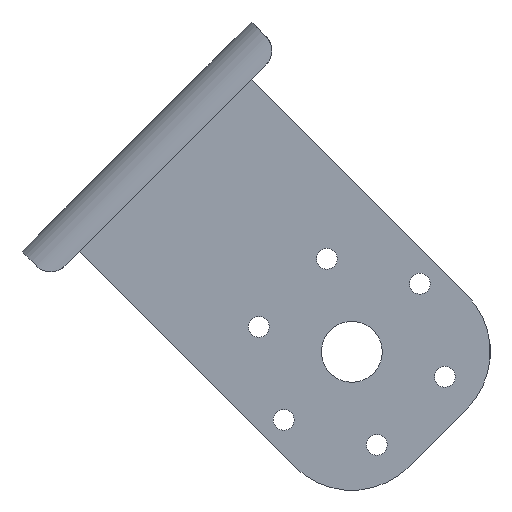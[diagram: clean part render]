
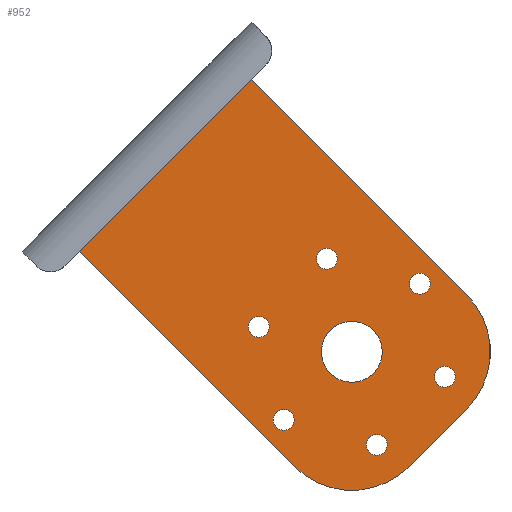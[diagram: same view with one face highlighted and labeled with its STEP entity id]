
A CAD part, left-side view. The second image highlights one B-rep face of the part: STEP entity #952.
In plain terms, the highlighted planar face has unit normal (-1, 0, 0).
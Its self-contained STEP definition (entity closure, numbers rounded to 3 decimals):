
#36=FACE_BOUND('',#190,.T.);
#37=FACE_BOUND('',#191,.T.);
#38=FACE_BOUND('',#192,.T.);
#39=FACE_BOUND('',#193,.T.);
#40=FACE_BOUND('',#194,.T.);
#41=FACE_BOUND('',#195,.T.);
#42=FACE_BOUND('',#196,.T.);
#62=PLANE('',#1056);
#116=FACE_OUTER_BOUND('',#189,.T.);
#189=EDGE_LOOP('',(#800,#801,#802,#803,#804,#805));
#190=EDGE_LOOP('',(#806));
#191=EDGE_LOOP('',(#807));
#192=EDGE_LOOP('',(#808));
#193=EDGE_LOOP('',(#809));
#194=EDGE_LOOP('',(#810));
#195=EDGE_LOOP('',(#811));
#196=EDGE_LOOP('',(#812));
#250=LINE('',#1571,#324);
#262=LINE('',#1629,#336);
#268=LINE('',#1644,#342);
#280=LINE('',#1675,#354);
#324=VECTOR('',#1214,10.);
#336=VECTOR('',#1242,10.);
#342=VECTOR('',#1258,10.);
#354=VECTOR('',#1292,10.);
#371=CIRCLE('',#987,2.56);
#375=CIRCLE('',#993,2.56);
#379=CIRCLE('',#999,2.56);
#383=CIRCLE('',#1005,2.56);
#387=CIRCLE('',#1011,7.5);
#391=CIRCLE('',#1017,2.56);
#395=CIRCLE('',#1023,2.56);
#399=CIRCLE('',#1038,20.);
#402=CIRCLE('',#1044,20.);
#419=VERTEX_POINT('',#1367);
#423=VERTEX_POINT('',#1379);
#427=VERTEX_POINT('',#1391);
#431=VERTEX_POINT('',#1403);
#435=VERTEX_POINT('',#1415);
#439=VERTEX_POINT('',#1427);
#443=VERTEX_POINT('',#1439);
#458=VERTEX_POINT('',#1544);
#464=VERTEX_POINT('',#1569);
#471=VERTEX_POINT('',#1619);
#472=VERTEX_POINT('',#1620);
#477=VERTEX_POINT('',#1638);
#478=VERTEX_POINT('',#1640);
#500=EDGE_CURVE('',#419,#419,#371,.T.);
#506=EDGE_CURVE('',#423,#423,#375,.T.);
#512=EDGE_CURVE('',#427,#427,#379,.T.);
#518=EDGE_CURVE('',#431,#431,#383,.T.);
#524=EDGE_CURVE('',#435,#435,#387,.T.);
#530=EDGE_CURVE('',#439,#439,#391,.T.);
#536=EDGE_CURVE('',#443,#443,#395,.T.);
#562=EDGE_CURVE('',#458,#464,#250,.T.);
#573=EDGE_CURVE('',#471,#472,#399,.T.);
#578=EDGE_CURVE('',#471,#458,#262,.T.);
#584=EDGE_CURVE('',#477,#478,#402,.T.);
#586=EDGE_CURVE('',#464,#478,#268,.T.);
#602=EDGE_CURVE('',#477,#472,#280,.F.);
#800=ORIENTED_EDGE('',*,*,#573,.F.);
#801=ORIENTED_EDGE('',*,*,#578,.T.);
#802=ORIENTED_EDGE('',*,*,#562,.T.);
#803=ORIENTED_EDGE('',*,*,#586,.T.);
#804=ORIENTED_EDGE('',*,*,#584,.F.);
#805=ORIENTED_EDGE('',*,*,#602,.T.);
#806=ORIENTED_EDGE('',*,*,#500,.T.);
#807=ORIENTED_EDGE('',*,*,#506,.T.);
#808=ORIENTED_EDGE('',*,*,#512,.T.);
#809=ORIENTED_EDGE('',*,*,#518,.T.);
#810=ORIENTED_EDGE('',*,*,#524,.T.);
#811=ORIENTED_EDGE('',*,*,#530,.T.);
#812=ORIENTED_EDGE('',*,*,#536,.T.);
#952=ADVANCED_FACE('',(#116,#36,#37,#38,#39,#40,#41,#42),#62,.T.);
#987=AXIS2_PLACEMENT_3D('',#1368,#1094,#1095);
#993=AXIS2_PLACEMENT_3D('',#1380,#1108,#1109);
#999=AXIS2_PLACEMENT_3D('',#1392,#1122,#1123);
#1005=AXIS2_PLACEMENT_3D('',#1404,#1136,#1137);
#1011=AXIS2_PLACEMENT_3D('',#1416,#1150,#1151);
#1017=AXIS2_PLACEMENT_3D('',#1428,#1164,#1165);
#1023=AXIS2_PLACEMENT_3D('',#1440,#1178,#1179);
#1038=AXIS2_PLACEMENT_3D('',#1621,#1233,#1234);
#1044=AXIS2_PLACEMENT_3D('',#1641,#1253,#1254);
#1056=AXIS2_PLACEMENT_3D('',#1674,#1290,#1291);
#1094=DIRECTION('center_axis',(1.,0.,0.));
#1095=DIRECTION('ref_axis',(0.,-0.707,-0.707));
#1108=DIRECTION('center_axis',(1.,0.,0.));
#1109=DIRECTION('ref_axis',(0.,-0.707,-0.707));
#1122=DIRECTION('center_axis',(1.,0.,0.));
#1123=DIRECTION('ref_axis',(0.,-0.707,-0.707));
#1136=DIRECTION('center_axis',(1.,0.,0.));
#1137=DIRECTION('ref_axis',(0.,-0.707,-0.707));
#1150=DIRECTION('center_axis',(1.,0.,0.));
#1151=DIRECTION('ref_axis',(0.,-0.707,-0.707));
#1164=DIRECTION('center_axis',(1.,0.,0.));
#1165=DIRECTION('ref_axis',(0.,-0.707,-0.707));
#1178=DIRECTION('center_axis',(1.,0.,0.));
#1179=DIRECTION('ref_axis',(0.,-0.707,-0.707));
#1214=DIRECTION('',(0.,0.707,-0.707));
#1233=DIRECTION('center_axis',(1.,0.,0.));
#1234=DIRECTION('ref_axis',(0.,-1.,0.));
#1242=DIRECTION('',(0.,0.707,0.707));
#1253=DIRECTION('center_axis',(1.,0.,0.));
#1254=DIRECTION('ref_axis',(0.,0.,
-1.));
#1258=DIRECTION('',(0.,-0.707,-0.707));
#1290=DIRECTION('center_axis',(-1.,0.,0.));
#1291=DIRECTION('ref_axis',(0.,-0.707,0.707));
#1292=DIRECTION('',(0.,0.707,-0.707));
#1367=CARTESIAN_POINT('',(-66.161,-20.998,114.641));
#1368=CARTESIAN_POINT('Origin',(-66.161,-22.808,112.831));
#1379=CARTESIAN_POINT('',(-66.161,24.883,126.935));
#1380=CARTESIAN_POINT('Origin',(-66.161,23.073,125.125));
#1391=CARTESIAN_POINT('',(-66.161,-4.204,97.848));
#1392=CARTESIAN_POINT('Origin',(-66.161,-6.015,96.037));
#1403=CARTESIAN_POINT('',(-66.161,8.089,143.729));
#1404=CARTESIAN_POINT('Origin',(-66.161,6.279,141.919));
#1415=CARTESIAN_POINT('',(-66.161,5.436,124.281));
#1416=CARTESIAN_POINT('Origin',(-66.161,0.132,118.978));
#1427=CARTESIAN_POINT('',(-66.161,18.736,103.995));
#1428=CARTESIAN_POINT('Origin',(-66.161,16.926,102.184));
#1439=CARTESIAN_POINT('',(-66.161,-14.851,137.582));
#1440=CARTESIAN_POINT('Origin',(-66.161,-16.662,135.772));
#1544=CARTESIAN_POINT('',(-66.161,24.881,186.153));
#1569=CARTESIAN_POINT('',(-66.161,67.307,143.727));
#1571=CARTESIAN_POINT('',(-66.161,46.094,164.94));
#1619=CARTESIAN_POINT('',(-66.161,-28.152,133.12));
#1620=CARTESIAN_POINT('',(-66.161,-28.152,104.836));
#1621=CARTESIAN_POINT('Origin',(-66.161,-14.01,118.978));
#1629=CARTESIAN_POINT('',(-66.161,10.97,172.243));
#1638=CARTESIAN_POINT('',(-66.161,-14.01,90.694));
#1640=CARTESIAN_POINT('',(-66.161,14.274,90.694));
#1641=CARTESIAN_POINT('Origin',(-66.161,0.132,104.836));
#1644=CARTESIAN_POINT('',(-66.161,19.809,96.229));
#1674=CARTESIAN_POINT('Origin',(-66.161,18.273,137.119));
#1675=CARTESIAN_POINT('',(-66.161,-6.939,83.623));
